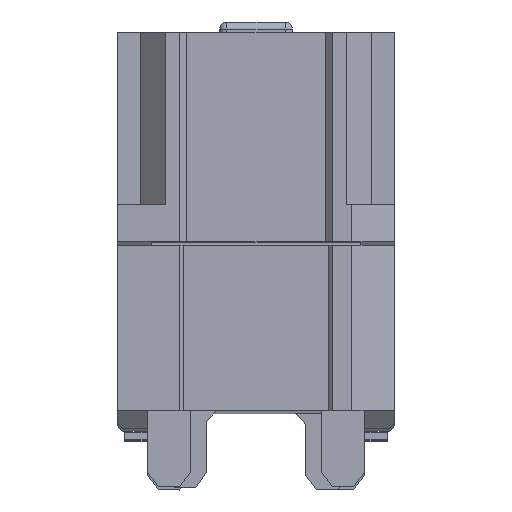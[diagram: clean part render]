
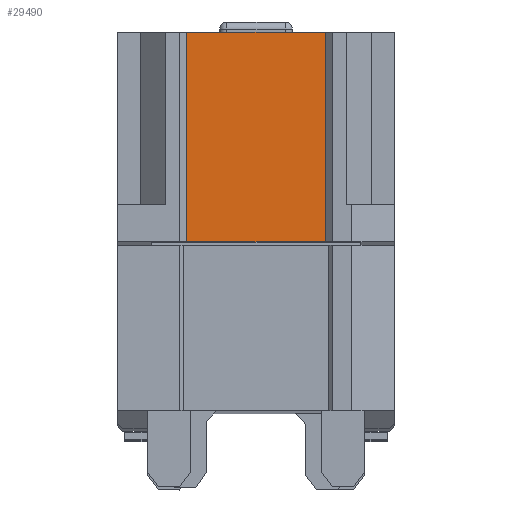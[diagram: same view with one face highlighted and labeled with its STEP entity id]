
A CAD part, top view. The second image highlights one B-rep face of the part: STEP entity #29490.
In plain terms, the highlighted planar face has unit normal (0, 0, 1).
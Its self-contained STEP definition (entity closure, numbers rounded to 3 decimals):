
#920=CARTESIAN_POINT('',(-6.123,5.631,17.35));
#930=VERTEX_POINT('',#920);
#960=CARTESIAN_POINT('',(0.,5.631,17.35));
#970=DIRECTION('',(1.,0.,0.));
#980=VECTOR('',#970,1.);
#990=LINE('',#960,#980);
#1000=CARTESIAN_POINT('',(-2.223,5.631,17.35));
#1010=VERTEX_POINT('',#1000);
#1020=EDGE_CURVE('',#930,#1010,#990,.T.);
#11890=CARTESIAN_POINT('',(-2.223,11.531,17.35)
);
#11900=VERTEX_POINT('',#11890);
#11930=CARTESIAN_POINT('',(0.,11.531,17.35));
#11940=DIRECTION('',(-1.,0.,0.));
#11950=VECTOR('',#11940,1.);
#11960=LINE('',#11930,#11950);
#11970=CARTESIAN_POINT('',(-6.123,11.531,17.35));
#11980=VERTEX_POINT('',#11970);
#11990=EDGE_CURVE('',#11900,#11980,#11960,.T.);
#29100=CARTESIAN_POINT('',(-6.123,8.5,17.35));
#29110=DIRECTION('',(0.,1.,0.));
#29120=VECTOR('',#29110,1.);
#29130=LINE('',#29100,#29120);
#29140=EDGE_CURVE('',#930,#11980,#29130,.T.);
#29270=CARTESIAN_POINT('',(-2.223,8.5,17.35));
#29280=DIRECTION('',(0.,-1.,0.));
#29290=VECTOR('',#29280,1.);
#29300=LINE('',#29270,#29290);
#29310=EDGE_CURVE('',#11900,#1010,#29300,.T.);
#29380=CARTESIAN_POINT('',(-4.173,8.106,17.35));
#29390=DIRECTION('',(0.,0.,1.));
#29400=DIRECTION('',(-1.,0.,0.));
#29410=AXIS2_PLACEMENT_3D('',#29380,#29390,#29400);
#29420=PLANE('',#29410);
#29430=ORIENTED_EDGE('',*,*,#1020,.T.);
#29440=ORIENTED_EDGE('',*,*,#29140,.F.);
#29450=ORIENTED_EDGE('',*,*,#11990,.T.);
#29460=ORIENTED_EDGE('',*,*,#29310,.F.);
#29470=EDGE_LOOP('',(#29460,#29450,#29440,#29430));
#29480=FACE_OUTER_BOUND('',#29470,.T.);
#29490=ADVANCED_FACE('',(#29480),#29420,.T.);
